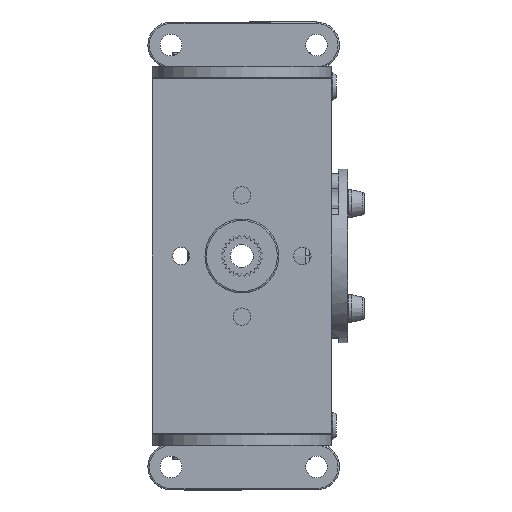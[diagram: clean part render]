
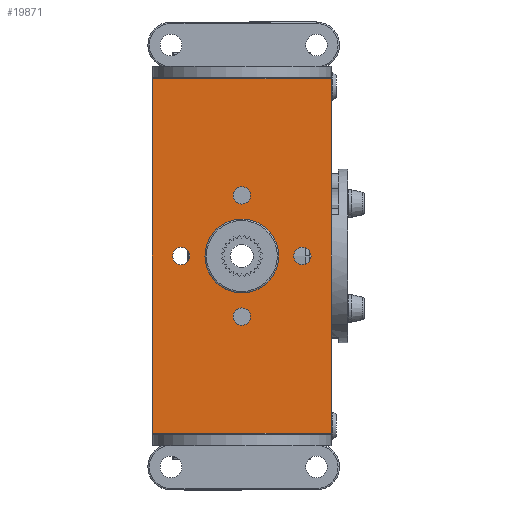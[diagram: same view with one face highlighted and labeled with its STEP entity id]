
A CAD part, front view. The second image highlights one B-rep face of the part: STEP entity #19871.
In plain terms, the highlighted face is planar.
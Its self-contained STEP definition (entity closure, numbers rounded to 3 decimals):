
#148 = FACE_OUTER_BOUND ( 'NONE', #18968, .T. ) ;
#727 = DIRECTION ( 'NONE',  ( 0., 1., 0. ) ) ;
#741 = LINE ( 'NONE', #15950, #14244 ) ;
#1522 = CARTESIAN_POINT ( 'NONE',  ( -8.331, 1.524, 1.194 ) ) ;
#1916 = AXIS2_PLACEMENT_3D ( 'NONE', #18062, #16716, #14805 ) ;
#1935 = VERTEX_POINT ( 'NONE', #21702 ) ;
#2532 = ORIENTED_EDGE ( 'NONE', *, *, #7098, .F. ) ;
#2670 = DIRECTION ( 'NONE',  ( 0., 0., 1. ) ) ;
#2861 = DIRECTION ( 'NONE',  ( 0., 0., 1. ) ) ;
#2898 = EDGE_CURVE ( 'NONE', #7188, #18128, #10330, .T. ) ;
#3045 = CARTESIAN_POINT ( 'NONE',  ( 0., 1.524, 0. ) ) ;
#3319 = AXIS2_PLACEMENT_3D ( 'NONE', #8044, #7932, #7023 ) ;
#3616 = CARTESIAN_POINT ( 'NONE',  ( -45.064, 1.524, 0. ) ) ;
#3841 = AXIS2_PLACEMENT_3D ( 'NONE', #19296, #727, #5960 ) ;
#4235 = VERTEX_POINT ( 'NONE', #10120 ) ;
#4239 = CARTESIAN_POINT ( 'NONE',  ( 24.346, 1.524, 12.306 ) ) ;
#4376 = VERTEX_POINT ( 'NONE', #20857 ) ;
#4740 = CIRCLE ( 'NONE', #3319, 1.194 ) ;
#4832 = CIRCLE ( 'NONE', #7673, 1.194 ) ;
#4967 = VERTEX_POINT ( 'NONE', #6363 ) ;
#5034 = EDGE_CURVE ( 'NONE', #4967, #10694, #4740, .T. ) ;
#5165 = AXIS2_PLACEMENT_3D ( 'NONE', #19889, #9593, #2670 ) ;
#5311 = DIRECTION ( 'NONE',  ( 0., 0., 1. ) ) ;
#5375 = CIRCLE ( 'NONE', #17201, 1.194 ) ;
#5662 = CARTESIAN_POINT ( 'NONE',  ( 24.346, 1.524, -12.306 ) ) ;
#5875 = CARTESIAN_POINT ( 'NONE',  ( 8.331, 1.524, 0. ) ) ;
#5960 = DIRECTION ( 'NONE',  ( 0., 0., 1. ) ) ;
#6008 = DIRECTION ( 'NONE',  ( 0., 0., 1. ) ) ;
#6351 = CARTESIAN_POINT ( 'NONE',  ( 0., 1.524, 9.525 ) ) ;
#6363 = CARTESIAN_POINT ( 'NONE',  ( 8.331, 1.524, -1.194 ) ) ;
#6582 = ORIENTED_EDGE ( 'NONE', *, *, #2898, .F. ) ;
#6946 = FACE_BOUND ( 'NONE', #19691, .T. ) ;
#7023 = DIRECTION ( 'NONE',  ( 0., 0., 1. ) ) ;
#7098 = EDGE_CURVE ( 'NONE', #21617, #4376, #14499, .T. ) ;
#7116 = EDGE_CURVE ( 'NONE', #15522, #1935, #4832, .T. ) ;
#7146 = DIRECTION ( 'NONE',  ( 0., 0., 1. ) ) ;
#7188 = VERTEX_POINT ( 'NONE', #4239 ) ;
#7395 = CIRCLE ( 'NONE', #3841, 4. ) ;
#7397 = EDGE_CURVE ( 'NONE', #4376, #21617, #16594, .T. ) ;
#7673 = AXIS2_PLACEMENT_3D ( 'NONE', #10945, #8015, #6008 ) ;
#7745 = ORIENTED_EDGE ( 'NONE', *, *, #9738, .F. ) ;
#7857 = ORIENTED_EDGE ( 'NONE', *, *, #17650, .T. ) ;
#7932 = DIRECTION ( 'NONE',  ( 0., -1., 0. ) ) ;
#8015 = DIRECTION ( 'NONE',  ( 0., 1., 0. ) ) ;
#8044 = CARTESIAN_POINT ( 'NONE',  ( 8.331, 1.524, 0. ) ) ;
#8100 = CARTESIAN_POINT ( 'NONE',  ( -24.346, 1.524, 12.306 ) ) ;
#8134 = ORIENTED_EDGE ( 'NONE', *, *, #11677, .F. ) ;
#8140 = ORIENTED_EDGE ( 'NONE', *, *, #14518, .T. ) ;
#8679 = CIRCLE ( 'NONE', #1916, 1.194 ) ;
#8722 = DIRECTION ( 'NONE',  ( 0., 1., 0. ) ) ;
#8744 = FACE_BOUND ( 'NONE', #14842, .T. ) ;
#8812 = ORIENTED_EDGE ( 'NONE', *, *, #7116, .F. ) ;
#8818 = VECTOR ( 'NONE', #19330, 1000. ) ;
#9247 = EDGE_CURVE ( 'NONE', #15777, #4235, #8679, .T. ) ;
#9348 = DIRECTION ( 'NONE',  ( 1., 0., 0. ) ) ;
#9391 = CIRCLE ( 'NONE', #9748, 4. ) ;
#9593 = DIRECTION ( 'NONE',  ( 0., 1., 0. ) ) ;
#9738 = EDGE_CURVE ( 'NONE', #11458, #10917, #9391, .T. ) ;
#9748 = AXIS2_PLACEMENT_3D ( 'NONE', #3045, #21940, #20254 ) ;
#10120 = CARTESIAN_POINT ( 'NONE',  ( -8.331, 1.524, -1.194 ) ) ;
#10330 = LINE ( 'NONE', #12008, #12175 ) ;
#10395 = EDGE_CURVE ( 'NONE', #7188, #18080, #17983, .T. ) ;
#10416 = CARTESIAN_POINT ( 'NONE',  ( -8.331, 1.524, 0. ) ) ;
#10694 = VERTEX_POINT ( 'NONE', #18177 ) ;
#10859 = EDGE_CURVE ( 'NONE', #1935, #15522, #14212, .T. ) ;
#10876 = DIRECTION ( 'NONE',  ( 0., 0., 1. ) ) ;
#10917 = VERTEX_POINT ( 'NONE', #15891 ) ;
#10945 = CARTESIAN_POINT ( 'NONE',  ( 0., 1.524, -8.331 ) ) ;
#10980 = LINE ( 'NONE', #16023, #12478 ) ;
#11458 = VERTEX_POINT ( 'NONE', #15503 ) ;
#11460 = AXIS2_PLACEMENT_3D ( 'NONE', #5875, #12721, #2861 ) ;
#11677 = EDGE_CURVE ( 'NONE', #15677, #18080, #741, .T. ) ;
#11710 = ORIENTED_EDGE ( 'NONE', *, *, #16024, .F. ) ;
#11809 = ORIENTED_EDGE ( 'NONE', *, *, #5034, .T. ) ;
#12008 = CARTESIAN_POINT ( 'NONE',  ( -45.064, 1.524, 12.306 ) ) ;
#12105 = FACE_BOUND ( 'NONE', #19719, .T. ) ;
#12175 = VECTOR ( 'NONE', #15702, 1000. ) ;
#12204 = DIRECTION ( 'NONE',  ( 0., 1., 0. ) ) ;
#12478 = VECTOR ( 'NONE', #19159, 1000. ) ;
#12721 = DIRECTION ( 'NONE',  ( 0., -1., 0. ) ) ;
#12940 = EDGE_LOOP ( 'NONE', ( #13288, #16303 ) ) ;
#13273 = AXIS2_PLACEMENT_3D ( 'NONE', #3616, #17255, #10876 ) ;
#13288 = ORIENTED_EDGE ( 'NONE', *, *, #13459, .F. ) ;
#13459 = EDGE_CURVE ( 'NONE', #4235, #15777, #5375, .T. ) ;
#13675 = DIRECTION ( 'NONE',  ( 0., 0., 1. ) ) ;
#13737 = DIRECTION ( 'NONE',  ( 0., 1., 0. ) ) ;
#13740 = AXIS2_PLACEMENT_3D ( 'NONE', #17419, #13737, #5311 ) ;
#13799 = FACE_BOUND ( 'NONE', #12940, .T. ) ;
#13977 = ORIENTED_EDGE ( 'NONE', *, *, #10859, .F. ) ;
#14118 = CARTESIAN_POINT ( 'NONE',  ( 0., 1.524, -8.331 ) ) ;
#14212 = CIRCLE ( 'NONE', #17052, 1.194 ) ;
#14244 = VECTOR ( 'NONE', #9348, 1000. ) ;
#14499 = CIRCLE ( 'NONE', #5165, 1.194 ) ;
#14518 = EDGE_CURVE ( 'NONE', #10694, #4967, #19333, .T. ) ;
#14805 = DIRECTION ( 'NONE',  ( 0., 0., 1. ) ) ;
#14842 = EDGE_LOOP ( 'NONE', ( #11710, #7745 ) ) ;
#15457 = ORIENTED_EDGE ( 'NONE', *, *, #10395, .T. ) ;
#15462 = FACE_BOUND ( 'NONE', #19070, .T. ) ;
#15503 = CARTESIAN_POINT ( 'NONE',  ( 0., 1.524, 4. ) ) ;
#15522 = VERTEX_POINT ( 'NONE', #18359 ) ;
#15677 = VERTEX_POINT ( 'NONE', #17447 ) ;
#15702 = DIRECTION ( 'NONE',  ( -1., 0., 0. ) ) ;
#15777 = VERTEX_POINT ( 'NONE', #1522 ) ;
#15891 = CARTESIAN_POINT ( 'NONE',  ( 0., 1.524, -4. ) ) ;
#15950 = CARTESIAN_POINT ( 'NONE',  ( -45.064, 1.524, -12.306 ) ) ;
#16023 = CARTESIAN_POINT ( 'NONE',  ( -24.346, 1.524, 0. ) ) ;
#16024 = EDGE_CURVE ( 'NONE', #10917, #11458, #7395, .T. ) ;
#16303 = ORIENTED_EDGE ( 'NONE', *, *, #9247, .F. ) ;
#16594 = CIRCLE ( 'NONE', #13740, 1.194 ) ;
#16628 = CARTESIAN_POINT ( 'NONE',  ( 24.346, 1.524, -12.306 ) ) ;
#16716 = DIRECTION ( 'NONE',  ( 0., 1., 0. ) ) ;
#17052 = AXIS2_PLACEMENT_3D ( 'NONE', #14118, #8722, #7146 ) ;
#17201 = AXIS2_PLACEMENT_3D ( 'NONE', #10416, #12204, #13675 ) ;
#17255 = DIRECTION ( 'NONE',  ( 0., 1., 0. ) ) ;
#17419 = CARTESIAN_POINT ( 'NONE',  ( 0., 1.524, 8.331 ) ) ;
#17447 = CARTESIAN_POINT ( 'NONE',  ( -24.346, 1.524, -12.306 ) ) ;
#17650 = EDGE_CURVE ( 'NONE', #15677, #18128, #10980, .T. ) ;
#17983 = LINE ( 'NONE', #5662, #8818 ) ;
#18062 = CARTESIAN_POINT ( 'NONE',  ( -8.331, 1.524, 0. ) ) ;
#18080 = VERTEX_POINT ( 'NONE', #16628 ) ;
#18128 = VERTEX_POINT ( 'NONE', #8100 ) ;
#18177 = CARTESIAN_POINT ( 'NONE',  ( 8.331, 1.524, 1.194 ) ) ;
#18359 = CARTESIAN_POINT ( 'NONE',  ( 0., 1.524, -7.137 ) ) ;
#18918 = ORIENTED_EDGE ( 'NONE', *, *, #7397, .F. ) ;
#18938 = PLANE ( 'NONE',  #13273 ) ;
#18968 = EDGE_LOOP ( 'NONE', ( #8134, #7857, #6582, #15457 ) ) ;
#19070 = EDGE_LOOP ( 'NONE', ( #18918, #2532 ) ) ;
#19159 = DIRECTION ( 'NONE',  ( 0., 0., 1. ) ) ;
#19296 = CARTESIAN_POINT ( 'NONE',  ( 0., 1.524, 0. ) ) ;
#19330 = DIRECTION ( 'NONE',  ( 0., 0., -1. ) ) ;
#19333 = CIRCLE ( 'NONE', #11460, 1.194 ) ;
#19691 = EDGE_LOOP ( 'NONE', ( #13977, #8812 ) ) ;
#19719 = EDGE_LOOP ( 'NONE', ( #11809, #8140 ) ) ;
#19871 = ADVANCED_FACE ( 'NONE', ( #15462, #148, #6946, #13799, #8744, #12105 ), #18938, .T. ) ;
#19889 = CARTESIAN_POINT ( 'NONE',  ( 0., 1.524, 8.331 ) ) ;
#20254 = DIRECTION ( 'NONE',  ( 0., 0., 1. ) ) ;
#20857 = CARTESIAN_POINT ( 'NONE',  ( 0., 1.524, 7.137 ) ) ;
#21617 = VERTEX_POINT ( 'NONE', #6351 ) ;
#21702 = CARTESIAN_POINT ( 'NONE',  ( 0., 1.524, -9.525 ) ) ;
#21940 = DIRECTION ( 'NONE',  ( 0., 1., 0. ) ) ;
